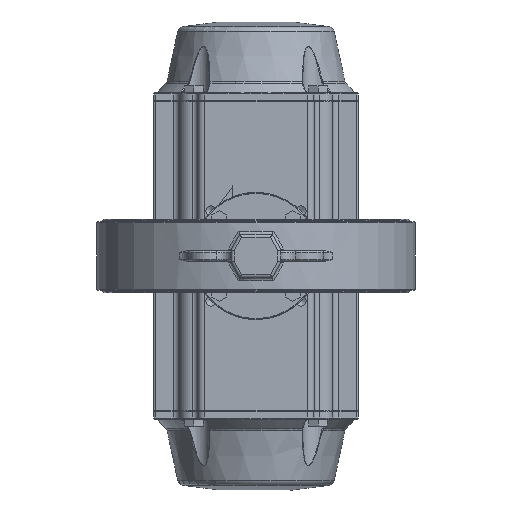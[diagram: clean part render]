
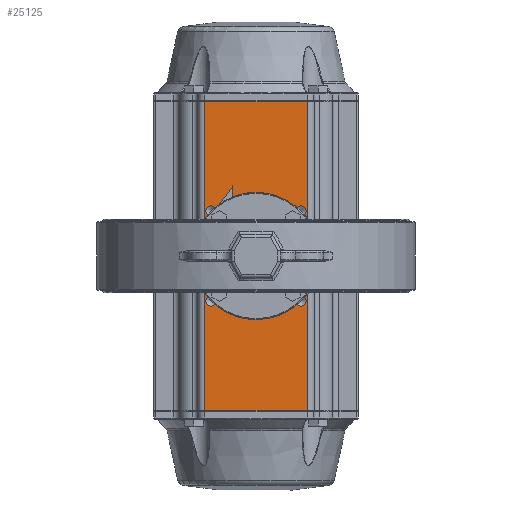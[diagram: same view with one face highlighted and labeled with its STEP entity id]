
A CAD part, front view. The second image highlights one B-rep face of the part: STEP entity #25125.
In plain terms, the highlighted planar face has unit normal (0, -1, 0).
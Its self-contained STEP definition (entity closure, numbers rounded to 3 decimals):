
#2184=PLANE('',#27953);
#3313=LINE('',#50177,#4770);
#3547=LINE('',#60382,#5004);
#3548=LINE('',#60384,#5005);
#3549=LINE('',#60385,#5006);
#4770=VECTOR('',#32531,1000.);
#5004=VECTOR('',#34191,1000.);
#5005=VECTOR('',#34192,1000.);
#5006=VECTOR('',#34193,1000.);
#11845=ORIENTED_EDGE('',*,*,#15755,.F.);
#11846=ORIENTED_EDGE('',*,*,#15756,.T.);
#11847=ORIENTED_EDGE('',*,*,#14796,.T.);
#11848=ORIENTED_EDGE('',*,*,#15757,.T.);
#11849=ORIENTED_EDGE('',*,*,#14745,.T.);
#11850=ORIENTED_EDGE('',*,*,#14747,.F.);
#11851=ORIENTED_EDGE('',*,*,#14749,.F.);
#11852=ORIENTED_EDGE('',*,*,#14751,.F.);
#11853=ORIENTED_EDGE('',*,*,#14753,.F.);
#11854=ORIENTED_EDGE('',*,*,#14755,.F.);
#11855=ORIENTED_EDGE('',*,*,#14757,.F.);
#11856=ORIENTED_EDGE('',*,*,#14759,.F.);
#11857=ORIENTED_EDGE('',*,*,#14761,.F.);
#14745=EDGE_CURVE('',#17556,#17556,#18996,.T.);
#14747=EDGE_CURVE('',#17558,#17558,#18998,.T.);
#14749=EDGE_CURVE('',#17561,#17561,#19000,.T.);
#14751=EDGE_CURVE('',#17564,#17564,#19002,.T.);
#14753=EDGE_CURVE('',#17567,#17567,#19004,.T.);
#14755=EDGE_CURVE('',#17570,#17570,#19006,.T.);
#14757=EDGE_CURVE('',#17573,#17573,#19008,.T.);
#14759=EDGE_CURVE('',#17576,#17576,#19010,.T.);
#14761=EDGE_CURVE('',#17579,#17579,#19012,.T.);
#14796=EDGE_CURVE('',#17543,#17627,#3313,.T.);
#15755=EDGE_CURVE('',#18207,#17537,#3547,.T.);
#15756=EDGE_CURVE('',#18207,#17543,#3548,.T.);
#15757=EDGE_CURVE('',#17627,#17537,#3549,.T.);
#17537=VERTEX_POINT('',#49963);
#17543=VERTEX_POINT('',#49978);
#17556=VERTEX_POINT('',#50009);
#17558=VERTEX_POINT('',#50014);
#17561=VERTEX_POINT('',#50021);
#17564=VERTEX_POINT('',#50028);
#17567=VERTEX_POINT('',#50035);
#17570=VERTEX_POINT('',#50042);
#17573=VERTEX_POINT('',#50049);
#17576=VERTEX_POINT('',#50056);
#17579=VERTEX_POINT('',#50063);
#17627=VERTEX_POINT('',#50176);
#18207=VERTEX_POINT('',#60383);
#18996=CIRCLE('',#27147,34.);
#18998=CIRCLE('',#27150,5.1);
#19000=CIRCLE('',#27154,5.1);
#19002=CIRCLE('',#27158,5.1);
#19004=CIRCLE('',#27162,5.1);
#19006=CIRCLE('',#27166,4.25);
#19008=CIRCLE('',#27170,4.25);
#19010=CIRCLE('',#27174,4.25);
#19012=CIRCLE('',#27178,4.25);
#21251=EDGE_LOOP('',(#11845,#11846,#11847,#11848));
#21252=EDGE_LOOP('',(#11849));
#21253=EDGE_LOOP('',(#11850));
#21254=EDGE_LOOP('',(#11851));
#21255=EDGE_LOOP('',(#11852));
#21256=EDGE_LOOP('',(#11853));
#21257=EDGE_LOOP('',(#11854));
#21258=EDGE_LOOP('',(#11855));
#21259=EDGE_LOOP('',(#11856));
#21260=EDGE_LOOP('',(#11857));
#23139=FACE_BOUND('',#21251,.T.);
#23140=FACE_BOUND('',#21252,.T.);
#23141=FACE_BOUND('',#21253,.T.);
#23142=FACE_BOUND('',#21254,.T.);
#23143=FACE_BOUND('',#21255,.T.);
#23144=FACE_BOUND('',#21256,.T.);
#23145=FACE_BOUND('',#21257,.T.);
#23146=FACE_BOUND('',#21258,.T.);
#23147=FACE_BOUND('',#21259,.T.);
#23148=FACE_BOUND('',#21260,.T.);
#25125=ADVANCED_FACE('',(#23139,#23140,#23141,#23142,#23143,#23144,#23145,
#23146,#23147,#23148),#2184,.F.);
#27147=AXIS2_PLACEMENT_3D('',#50008,#32340,#32341);
#27150=AXIS2_PLACEMENT_3D('',#50013,#32346,#32347);
#27154=AXIS2_PLACEMENT_3D('',#50020,#32354,#32355);
#27158=AXIS2_PLACEMENT_3D('',#50027,#32362,#32363);
#27162=AXIS2_PLACEMENT_3D('',#50034,#32370,#32371);
#27166=AXIS2_PLACEMENT_3D('',#50041,#32378,#32379);
#27170=AXIS2_PLACEMENT_3D('',#50048,#32386,#32387);
#27174=AXIS2_PLACEMENT_3D('',#50055,#32394,#32395);
#27178=AXIS2_PLACEMENT_3D('',#50062,#32402,#32403);
#27953=AXIS2_PLACEMENT_3D('',#60381,#34189,#34190);
#32340=DIRECTION('',(0.,1.,0.));
#32341=DIRECTION('',(-1.,0.,0.));
#32346=DIRECTION('',(0.,-1.,0.));
#32347=DIRECTION('',(0.,0.,-1.));
#32354=DIRECTION('',(0.,-1.,0.));
#32355=DIRECTION('',(0.,0.,-1.));
#32362=DIRECTION('',(0.,-1.,0.));
#32363=DIRECTION('',(0.,0.,-1.));
#32370=DIRECTION('',(0.,-1.,0.));
#32371=DIRECTION('',(0.,0.,-1.));
#32378=DIRECTION('',(0.,-1.,0.));
#32379=DIRECTION('',(0.,0.,-1.));
#32386=DIRECTION('',(0.,-1.,0.));
#32387=DIRECTION('',(0.,0.,-1.));
#32394=DIRECTION('',(0.,-1.,0.));
#32395=DIRECTION('',(0.,0.,-1.));
#32402=DIRECTION('',(0.,-1.,0.));
#32403=DIRECTION('',(0.,0.,-1.));
#32531=DIRECTION('',(0.,0.,-1.));
#34189=DIRECTION('',(0.,1.,0.));
#34190=DIRECTION('',(1.,0.,0.));
#34191=DIRECTION('',(0.,0.,-1.));
#34192=DIRECTION('',(-1.,0.,0.));
#34193=DIRECTION('',(1.,0.,0.));
#49963=CARTESIAN_POINT('',(50.5,-98.,-152.25));
#49978=CARTESIAN_POINT('',(-50.5,-98.,152.25));
#50008=CARTESIAN_POINT('',(0.,-98.,0.));
#50009=CARTESIAN_POINT('',(-34.,-98.,0.));
#50013=CARTESIAN_POINT('',(-44.194,-98.,44.194));
#50014=CARTESIAN_POINT('',(-44.194,-98.,39.094));
#50020=CARTESIAN_POINT('',(44.194,-98.,44.194));
#50021=CARTESIAN_POINT('',(44.194,-98.,39.094));
#50027=CARTESIAN_POINT('',(44.194,-98.,-44.194));
#50028=CARTESIAN_POINT('',(44.194,-98.,-49.294));
#50034=CARTESIAN_POINT('',(-44.194,-98.,-44.194));
#50035=CARTESIAN_POINT('',(-44.194,-98.,-49.294));
#50041=CARTESIAN_POINT('',(-36.06,-98.,36.06));
#50042=CARTESIAN_POINT('',(-36.06,-98.,31.81));
#50048=CARTESIAN_POINT('',(-36.06,-98.,-36.06));
#50049=CARTESIAN_POINT('',(-36.06,-98.,-40.31));
#50055=CARTESIAN_POINT('',(36.06,-98.,-36.06));
#50056=CARTESIAN_POINT('',(36.06,-98.,-40.31));
#50062=CARTESIAN_POINT('',(36.06,-98.,36.06));
#50063=CARTESIAN_POINT('',(36.06,-98.,31.81));
#50176=CARTESIAN_POINT('',(-50.5,-98.,-152.25));
#50177=CARTESIAN_POINT('',(-50.5,-98.,152.75));
#60381=CARTESIAN_POINT('',(0.,-98.,152.75));
#60382=CARTESIAN_POINT('',(50.5,-98.,152.75));
#60383=CARTESIAN_POINT('',(50.5,-98.,152.25));
#60384=CARTESIAN_POINT('',(-50.5,-98.,152.25));
#60385=CARTESIAN_POINT('',(0.,-98.,-152.25));
